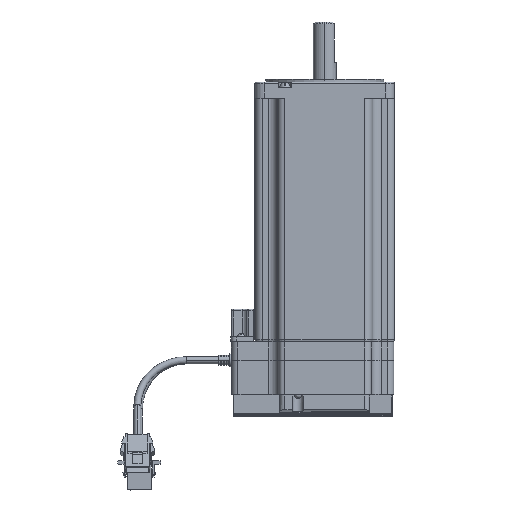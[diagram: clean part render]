
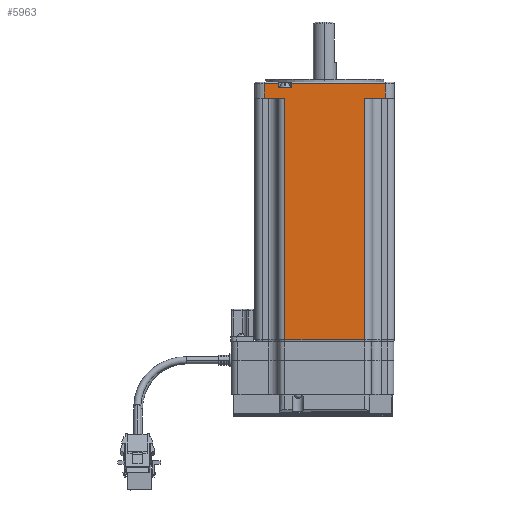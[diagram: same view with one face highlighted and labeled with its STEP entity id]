
A CAD part, left-side view. The second image highlights one B-rep face of the part: STEP entity #5963.
In plain terms, the highlighted face is planar.
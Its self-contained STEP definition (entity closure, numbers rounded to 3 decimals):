
#1656 = CARTESIAN_POINT ( 'NONE',  ( -33.958, 115.16, -203.5 ) ) ;
#1703 = CARTESIAN_POINT ( 'NONE',  ( -33.958, 115.16, -201. ) ) ;
#1710 = CARTESIAN_POINT ( 'NONE',  ( -33.958, 106.16, -210. ) ) ;
#1735 = CARTESIAN_POINT ( 'NONE',  ( -33.958, 180.76, -210. ) ) ;
#1786 = CARTESIAN_POINT ( 'NONE',  ( -33.958, 118.86, -359. ) ) ;
#1947 = CARTESIAN_POINT ( 'NONE',  ( -33.958, 106.16, -201. ) ) ;
#1964 = CARTESIAN_POINT ( 'NONE',  ( -33.958, 168.06, -210. ) ) ;
#2065 = CARTESIAN_POINT ( 'NONE',  ( -33.958, 122.76, -201. ) ) ;
#2086 = CARTESIAN_POINT ( 'NONE',  ( -33.958, 122.76, -203.5 ) ) ;
#2151 = CARTESIAN_POINT ( 'NONE',  ( -33.958, 180.76, -201. ) ) ;
#2186 = CARTESIAN_POINT ( 'NONE',  ( -33.958, 168.06, -359. ) ) ;
#2196 = CARTESIAN_POINT ( 'NONE',  ( -33.958, 118.86, -210. ) ) ;
#5963 = ADVANCED_FACE ( 'NONE', ( #16806 ), #31255, .T. ) ;
#6603 = VERTEX_POINT ( 'NONE', #1947 ) ;
#6792 = VERTEX_POINT ( 'NONE', #2186 ) ;
#6799 = VERTEX_POINT ( 'NONE', #2196 ) ;
#6831 = VERTEX_POINT ( 'NONE', #1656 ) ;
#6838 = VERTEX_POINT ( 'NONE', #1710 ) ;
#6839 = VERTEX_POINT ( 'NONE', #1703 ) ;
#6845 = VERTEX_POINT ( 'NONE', #1735 ) ;
#6859 = VERTEX_POINT ( 'NONE', #1786 ) ;
#6902 = VERTEX_POINT ( 'NONE', #1964 ) ;
#6923 = VERTEX_POINT ( 'NONE', #2065 ) ;
#6929 = VERTEX_POINT ( 'NONE', #2086 ) ;
#6941 = VERTEX_POINT ( 'NONE', #2151 ) ;
#8896 = ORIENTED_EDGE ( 'NONE', *, *, #33382, .T. ) ;
#8897 = ORIENTED_EDGE ( 'NONE', *, *, #33381, .T. ) ;
#8898 = ORIENTED_EDGE ( 'NONE', *, *, #33395, .T. ) ;
#8899 = ORIENTED_EDGE ( 'NONE', *, *, #33361, .T. ) ;
#8900 = ORIENTED_EDGE ( 'NONE', *, *, #33371, .T. ) ;
#8901 = ORIENTED_EDGE ( 'NONE', *, *, #33218, .F. ) ;
#8902 = ORIENTED_EDGE ( 'NONE', *, *, #33216, .F. ) ;
#8903 = ORIENTED_EDGE ( 'NONE', *, *, #33222, .T. ) ;
#8904 = ORIENTED_EDGE ( 'NONE', *, *, #33249, .T. ) ;
#8905 = ORIENTED_EDGE ( 'NONE', *, *, #33268, .T. ) ;
#8906 = ORIENTED_EDGE ( 'NONE', *, *, #33392, .T. ) ;
#8907 = ORIENTED_EDGE ( 'NONE', *, *, #33389, .T. ) ;
#11855 = EDGE_LOOP ( 'NONE', ( #8896, #8897, #8898, #8899, #8900, #8901, #8902, #8903, #8904, #8905, #8906, #8907 ) ) ;
#16806 = FACE_OUTER_BOUND ( 'NONE', #11855, .T. ) ;
#16941 = AXIS2_PLACEMENT_3D ( 'NONE', #31250, #31258, #31259 ) ;
#28281 = LINE ( 'NONE', #29401, #28287 ) ;
#28286 = LINE ( 'NONE', #29407, #28289 ) ;
#28287 = VECTOR ( 'NONE', #29406, 1000. ) ;
#28289 = VECTOR ( 'NONE', #29409, 1000. ) ;
#28290 = LINE ( 'NONE', #29408, #28292 ) ;
#28292 = VECTOR ( 'NONE', #29405, 1000. ) ;
#28311 = LINE ( 'NONE', #29436, #28313 ) ;
#28313 = VECTOR ( 'NONE', #29435, 1000. ) ;
#28328 = LINE ( 'NONE', #29469, #28331 ) ;
#28331 = VECTOR ( 'NONE', #29470, 1000. ) ;
#28411 = LINE ( 'NONE', #29587, #28424 ) ;
#28412 = LINE ( 'NONE', #29574, #28415 ) ;
#28415 = VECTOR ( 'NONE', #29575, 1000. ) ;
#28424 = VECTOR ( 'NONE', #29581, 1000. ) ;
#28429 = LINE ( 'NONE', #29601, #28432 ) ;
#28431 = LINE ( 'NONE', #29603, #28434 ) ;
#28432 = VECTOR ( 'NONE', #29602, 1000. ) ;
#28434 = VECTOR ( 'NONE', #29604, 1000. ) ;
#28435 = LINE ( 'NONE', #29596, #28440 ) ;
#28437 = LINE ( 'NONE', #29612, #28443 ) ;
#28440 = VECTOR ( 'NONE', #29609, 1000. ) ;
#28443 = VECTOR ( 'NONE', #29608, 1000. ) ;
#28444 = LINE ( 'NONE', #29611, #28446 ) ;
#28446 = VECTOR ( 'NONE', #29610, 1000. ) ;
#29401 = CARTESIAN_POINT ( 'NONE',  ( -33.958, 143.46, -359. ) ) ;
#29405 = DIRECTION ( 'NONE',  ( 0., 0., 1. ) ) ;
#29406 = DIRECTION ( 'NONE',  ( 0., -1., 0. ) ) ;
#29407 = CARTESIAN_POINT ( 'NONE',  ( -33.958, 118.86, -285. ) ) ;
#29408 = CARTESIAN_POINT ( 'NONE',  ( -33.958, 168.06, -280. ) ) ;
#29409 = DIRECTION ( 'NONE',  ( 0., 0., 1. ) ) ;
#29435 = DIRECTION ( 'NONE',  ( 0., 1., 0. ) ) ;
#29436 = CARTESIAN_POINT ( 'NONE',  ( -33.958, 143.46, -210. ) ) ;
#29469 = CARTESIAN_POINT ( 'NONE',  ( -33.958, 180.76, -280. ) ) ;
#29470 = DIRECTION ( 'NONE',  ( 0., 0., 1. ) ) ;
#29574 = CARTESIAN_POINT ( 'NONE',  ( -33.958, 106.16, -280. ) ) ;
#29575 = DIRECTION ( 'NONE',  ( 0., 0., -1. ) ) ;
#29581 = DIRECTION ( 'NONE',  ( 0., 1., 0. ) ) ;
#29587 = CARTESIAN_POINT ( 'NONE',  ( -33.958, 143.46, -210. ) ) ;
#29596 = CARTESIAN_POINT ( 'NONE',  ( -33.958, 122.76, -280. ) ) ;
#29601 = CARTESIAN_POINT ( 'NONE',  ( -33.958, 115.16, -280. ) ) ;
#29602 = DIRECTION ( 'NONE',  ( 0., 0., 1. ) ) ;
#29603 = CARTESIAN_POINT ( 'NONE',  ( -33.958, 143.46, -203.5 ) ) ;
#29604 = DIRECTION ( 'NONE',  ( 0., -1., 0. ) ) ;
#29608 = DIRECTION ( 'NONE',  ( 0., -1., 0. ) ) ;
#29609 = DIRECTION ( 'NONE',  ( 0., 0., -1. ) ) ;
#29610 = DIRECTION ( 'NONE',  ( 0., -1., 0. ) ) ;
#29611 = CARTESIAN_POINT ( 'NONE',  ( -33.958, 143.46, -201. ) ) ;
#29612 = CARTESIAN_POINT ( 'NONE',  ( -33.958, 143.46, -201. ) ) ;
#31250 = CARTESIAN_POINT ( 'NONE',  ( -33.958, 186.46, -200. ) ) ;
#31255 = PLANE ( 'NONE',  #16941 ) ;
#31258 = DIRECTION ( 'NONE',  ( 1., 0., 0. ) ) ;
#31259 = DIRECTION ( 'NONE',  ( 0., -1., 0. ) ) ;
#33216 = EDGE_CURVE ( 'NONE', #6792, #6859, #28281, .T. ) ;
#33218 = EDGE_CURVE ( 'NONE', #6859, #6799, #28286, .T. ) ;
#33222 = EDGE_CURVE ( 'NONE', #6792, #6902, #28290, .T. ) ;
#33249 = EDGE_CURVE ( 'NONE', #6902, #6845, #28311, .T. ) ;
#33268 = EDGE_CURVE ( 'NONE', #6845, #6941, #28328, .T. ) ;
#33361 = EDGE_CURVE ( 'NONE', #6603, #6838, #28412, .T. ) ;
#33371 = EDGE_CURVE ( 'NONE', #6838, #6799, #28411, .T. ) ;
#33381 = EDGE_CURVE ( 'NONE', #6831, #6839, #28429, .T. ) ;
#33382 = EDGE_CURVE ( 'NONE', #6929, #6831, #28431, .T. ) ;
#33389 = EDGE_CURVE ( 'NONE', #6923, #6929, #28435, .T. ) ;
#33392 = EDGE_CURVE ( 'NONE', #6941, #6923, #28437, .T. ) ;
#33395 = EDGE_CURVE ( 'NONE', #6839, #6603, #28444, .T. ) ;
